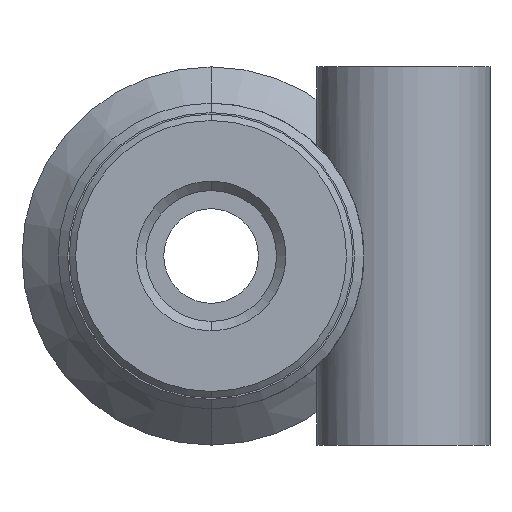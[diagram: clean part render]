
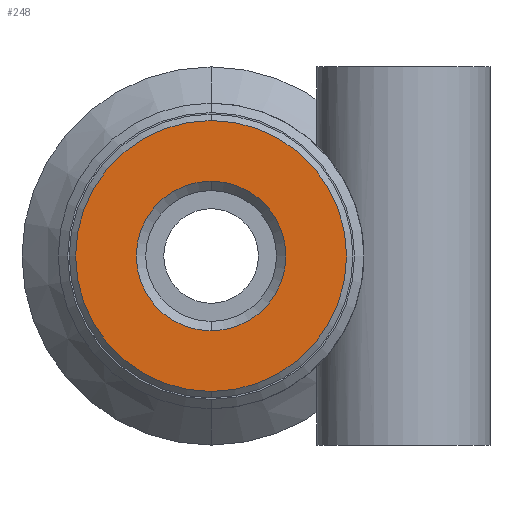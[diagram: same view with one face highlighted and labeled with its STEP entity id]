
A CAD part, front view. The second image highlights one B-rep face of the part: STEP entity #248.
In plain terms, the highlighted planar face has unit normal (0, -1, 0).
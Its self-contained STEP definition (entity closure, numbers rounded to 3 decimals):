
#5 = ORIENTED_EDGE ( 'NONE', *, *, #171, .T. ) ;
#24 = EDGE_CURVE ( 'NONE', #46, #152, #594, .T. ) ;
#46 = VERTEX_POINT ( 'NONE', #734 ) ;
#152 = VERTEX_POINT ( 'NONE', #772 ) ;
#169 = VERTEX_POINT ( 'NONE', #992 ) ;
#171 = EDGE_CURVE ( 'NONE', #172, #169, #1025, .T. ) ;
#172 = VERTEX_POINT ( 'NONE', #1114 ) ;
#248 = ADVANCED_FACE ( 'NONE', ( #1018, #1014 ), #1013, .F. ) ;
#272 = ORIENTED_EDGE ( 'NONE', *, *, #273, .T. ) ;
#273 = EDGE_CURVE ( 'NONE', #169, #172, #1083, .T. ) ;
#566 = EDGE_LOOP ( 'NONE', ( #567, #568 ) ) ;
#567 = ORIENTED_EDGE ( 'NONE', *, *, #24, .F. ) ;
#568 = ORIENTED_EDGE ( 'NONE', *, *, #569, .F. ) ;
#569 = EDGE_CURVE ( 'NONE', #152, #46, #1479, .T. ) ;
#570 = EDGE_LOOP ( 'NONE', ( #5, #272 ) ) ;
#585 = DIRECTION ( 'NONE',  ( 0., 0., -1. ) ) ;
#586 = DIRECTION ( 'NONE',  ( 0., 1., 0. ) ) ;
#587 = CARTESIAN_POINT ( 'NONE',  ( 0., -15.65, 0. ) ) ;
#588 = AXIS2_PLACEMENT_3D ( 'NONE', #587, #586, #585 ) ;
#594 = CIRCLE ( 'NONE', #588, 4.3 ) ;
#734 = CARTESIAN_POINT ( 'NONE',  ( 0., -15.65, -4.3 ) ) ;
#772 = CARTESIAN_POINT ( 'NONE',  ( 0., -15.65, 4.3 ) ) ;
#825 = AXIS2_PLACEMENT_3D ( 'NONE', #1117, #1706, #1708 ) ;
#992 = CARTESIAN_POINT ( 'NONE',  ( 0., -15.65, -2.375 ) ) ;
#1008 = DIRECTION ( 'NONE',  ( 0., 0., -1. ) ) ;
#1009 = DIRECTION ( 'NONE',  ( 0., 1., 0. ) ) ;
#1010 = CARTESIAN_POINT ( 'NONE',  ( 4.3, -15.65, 0. ) ) ;
#1012 = AXIS2_PLACEMENT_3D ( 'NONE', #1010, #1009, #1008 ) ;
#1013 = PLANE ( 'NONE',  #1012 ) ;
#1014 = FACE_BOUND ( 'NONE', #570, .T. ) ;
#1018 = FACE_OUTER_BOUND ( 'NONE', #566, .T. ) ;
#1023 = CARTESIAN_POINT ( 'NONE',  ( 0., -15.65, 0. ) ) ;
#1024 = AXIS2_PLACEMENT_3D ( 'NONE', #1023, #1116, #1115 ) ;
#1025 = CIRCLE ( 'NONE', #1024, 2.375 ) ;
#1079 = DIRECTION ( 'NONE',  ( 0., 0., -1. ) ) ;
#1080 = DIRECTION ( 'NONE',  ( 0., 1., 0. ) ) ;
#1081 = CARTESIAN_POINT ( 'NONE',  ( 0., -15.65, 0. ) ) ;
#1082 = AXIS2_PLACEMENT_3D ( 'NONE', #1081, #1080, #1079 ) ;
#1083 = CIRCLE ( 'NONE', #1082, 2.375 ) ;
#1114 = CARTESIAN_POINT ( 'NONE',  ( 0., -15.65, 2.375 ) ) ;
#1115 = DIRECTION ( 'NONE',  ( 0., 0., -1. ) ) ;
#1116 = DIRECTION ( 'NONE',  ( 0., 1., 0. ) ) ;
#1117 = CARTESIAN_POINT ( 'NONE',  ( 0., -15.65, 0. ) ) ;
#1479 = CIRCLE ( 'NONE', #825, 4.3 ) ;
#1706 = DIRECTION ( 'NONE',  ( 0., 1., 0. ) ) ;
#1708 = DIRECTION ( 'NONE',  ( 0., 0., -1. ) ) ;
